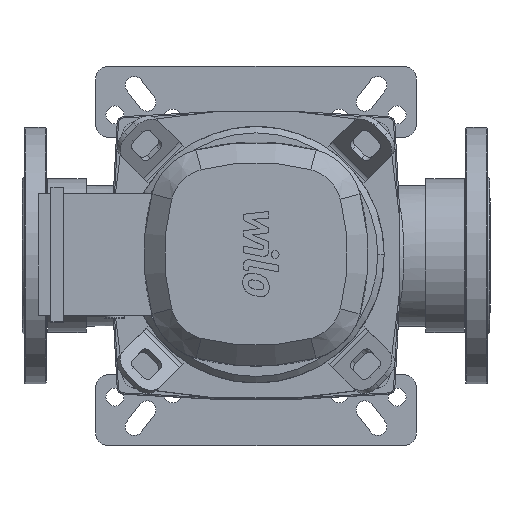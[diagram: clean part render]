
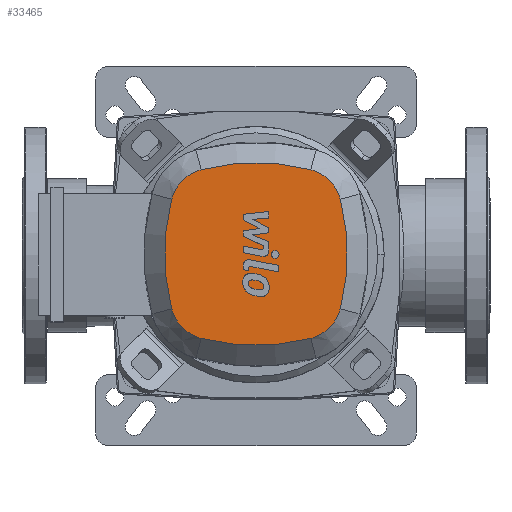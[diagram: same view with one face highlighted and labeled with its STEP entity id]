
A CAD part, top view. The second image highlights one B-rep face of the part: STEP entity #33465.
In plain terms, the highlighted planar face has unit normal (0, 0, 1).
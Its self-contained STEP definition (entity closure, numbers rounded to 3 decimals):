
#33100=CARTESIAN_POINT('',(-65.837,-42.728,884.0));
#33101=VERTEX_POINT('',#33100);
#33119=CARTESIAN_POINT('',(-42.728,-65.837,884.0));
#33120=VERTEX_POINT('',#33119);
#33127=CARTESIAN_POINT('',(-34.295,-34.295,884.0));
#33128=DIRECTION('',(0.0,0.0,-1.0));
#33129=DIRECTION('',(0.0,-1.0,0.0));
#33130=AXIS2_PLACEMENT_3D('',#33127,#33128,#33129);
#33131=CIRCLE('',#33130,32.65);
#33132=EDGE_CURVE('',#33120,#33101,#33131,.T.);
#33142=CARTESIAN_POINT('',(-65.837,42.728,884.0));
#33143=VERTEX_POINT('',#33142);
#33160=CARTESIAN_POINT('',(93.979,0.,884.0));
#33161=DIRECTION('',(0.0,0.0,-1.));
#33162=DIRECTION('',(-0.966,0.258,0.0));
#33163=AXIS2_PLACEMENT_3D('',#33160,#33161,#33162);
#33164=CIRCLE('',#33163,165.429);
#33165=EDGE_CURVE('',#33101,#33143,#33164,.T.);
#33177=CARTESIAN_POINT('',(42.728,-65.837,884.0));
#33178=VERTEX_POINT('',#33177);
#33185=CARTESIAN_POINT('',(0.,93.979,884.0));
#33186=DIRECTION('',(0.0,0.0,-1.));
#33187=DIRECTION('',(-0.258,-0.966,0.0));
#33188=AXIS2_PLACEMENT_3D('',#33185,#33186,#33187);
#33189=CIRCLE('',#33188,165.429);
#33190=EDGE_CURVE('',#33178,#33120,#33189,.T.);
#33208=CARTESIAN_POINT('',(-42.728,65.837,884.0));
#33209=VERTEX_POINT('',#33208);
#33226=CARTESIAN_POINT('',(-34.295,34.295,884.0));
#33227=DIRECTION('',(0.0,0.0,-1.0));
#33228=DIRECTION('',(-1.0,0.0,0.0));
#33229=AXIS2_PLACEMENT_3D('',#33226,#33227,#33228);
#33230=CIRCLE('',#33229,32.65);
#33231=EDGE_CURVE('',#33143,#33209,#33230,.T.);
#33243=CARTESIAN_POINT('',(65.837,-42.728,884.0));
#33244=VERTEX_POINT('',#33243);
#33251=CARTESIAN_POINT('',(34.295,-34.295,884.0));
#33252=DIRECTION('',(0.0,0.0,-1.0));
#33253=DIRECTION('',(1.0,0.0,0.0));
#33254=AXIS2_PLACEMENT_3D('',#33251,#33252,#33253);
#33255=CIRCLE('',#33254,32.65);
#33256=EDGE_CURVE('',#33244,#33178,#33255,.T.);
#33274=CARTESIAN_POINT('',(42.728,65.837,884.0));
#33275=VERTEX_POINT('',#33274);
#33292=CARTESIAN_POINT('',(0.,-93.979,884.0));
#33293=DIRECTION('',(0.0,0.0,-1.));
#33294=DIRECTION('',(0.258,0.966,0.0));
#33295=AXIS2_PLACEMENT_3D('',#33292,#33293,#33294);
#33296=CIRCLE('',#33295,165.429);
#33297=EDGE_CURVE('',#33209,#33275,#33296,.T.);
#33309=CARTESIAN_POINT('',(65.837,42.728,884.0));
#33310=VERTEX_POINT('',#33309);
#33317=CARTESIAN_POINT('',(-93.979,0.,884.0));
#33318=DIRECTION('',(0.0,0.0,-1.));
#33319=DIRECTION('',(0.966,-0.258,0.0));
#33320=AXIS2_PLACEMENT_3D('',#33317,#33318,#33319);
#33321=CIRCLE('',#33320,165.429);
#33322=EDGE_CURVE('',#33310,#33244,#33321,.T.);
#33341=CARTESIAN_POINT('',(34.295,34.295,884.0));
#33342=DIRECTION('',(0.0,0.0,-1.0));
#33343=DIRECTION('',(0.0,1.0,0.0));
#33344=AXIS2_PLACEMENT_3D('',#33341,#33342,#33343);
#33345=CIRCLE('',#33344,32.65);
#33346=EDGE_CURVE('',#33275,#33310,#33345,.T.);
#33450=CARTESIAN_POINT('',(75.419,0.,884.0));
#33451=DIRECTION('',(0.0,0.0,1.0));
#33452=DIRECTION('',(-1.0,0.0,0.0));
#33453=AXIS2_PLACEMENT_3D('',#33450,#33451,#33452);
#33454=PLANE('',#33453);
#33455=ORIENTED_EDGE('',*,*,#33132,.F.);
#33456=ORIENTED_EDGE('',*,*,#33190,.F.);
#33457=ORIENTED_EDGE('',*,*,#33256,.F.);
#33458=ORIENTED_EDGE('',*,*,#33322,.F.);
#33459=ORIENTED_EDGE('',*,*,#33346,.F.);
#33460=ORIENTED_EDGE('',*,*,#33297,.F.);
#33461=ORIENTED_EDGE('',*,*,#33231,.F.);
#33462=ORIENTED_EDGE('',*,*,#33165,.F.);
#33463=EDGE_LOOP('',(#33455,#33456,#33457,#33458,#33459,#33460,#33461,#33462));
#33464=FACE_OUTER_BOUND('',#33463,.T.);
#33465=ADVANCED_FACE('',(#33464),#33454,.T.);
